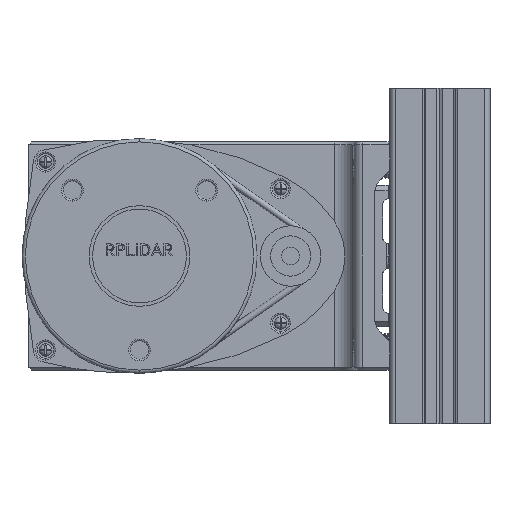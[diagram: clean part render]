
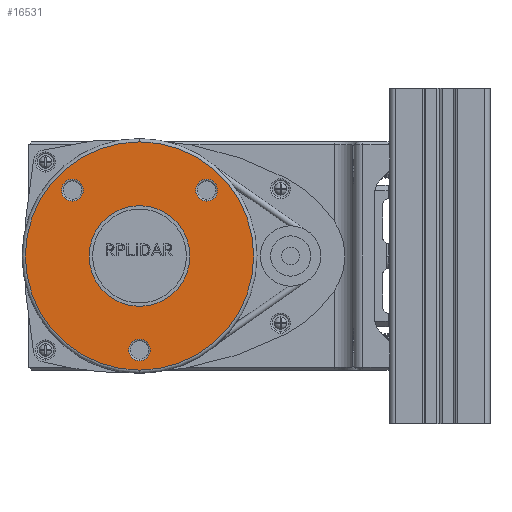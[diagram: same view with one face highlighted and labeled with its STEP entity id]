
A CAD part, front view. The second image highlights one B-rep face of the part: STEP entity #16531.
In plain terms, the highlighted face is planar.
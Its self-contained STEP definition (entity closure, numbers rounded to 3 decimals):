
#130 = DIRECTION ( 'NONE',  ( 0., 0., 1. ) ) ;
#1821 = CIRCLE ( 'NONE', #20134, 15. ) ;
#1885 = CARTESIAN_POINT ( 'NONE',  ( 0., 23.5, -15. ) ) ;
#2225 = AXIS2_PLACEMENT_3D ( 'NONE', #21234, #11699, #18040 ) ;
#2329 = DIRECTION ( 'NONE',  ( 0., -1., 0. ) ) ;
#2426 = DIRECTION ( 'NONE',  ( 0., 0., 1. ) ) ;
#2505 = CARTESIAN_POINT ( 'NONE',  ( 0., 23.5, 0. ) ) ;
#3168 = EDGE_CURVE ( 'NONE', #18006, #27497, #1821, .T. ) ;
#4270 = AXIS2_PLACEMENT_3D ( 'NONE', #35499, #31880, #21872 ) ;
#5548 = CARTESIAN_POINT ( 'NONE',  ( -20., 23.5, -19.596 ) ) ;
#5754 = CARTESIAN_POINT ( 'NONE',  ( 0., 23.5, 28. ) ) ;
#6340 = EDGE_CURVE ( 'NONE', #15714, #27756, #40699, .T. ) ;
#6887 = DIRECTION ( 'NONE',  ( 0., 0., 1. ) ) ;
#6902 = CARTESIAN_POINT ( 'NONE',  ( 0., 23.5, 34. ) ) ;
#7409 = ORIENTED_EDGE ( 'NONE', *, *, #8360, .T. ) ;
#7805 = CARTESIAN_POINT ( 'NONE',  ( 0., 23.5, 24.75 ) ) ;
#8360 = EDGE_CURVE ( 'NONE', #26093, #16233, #18113, .T. ) ;
#8809 = EDGE_LOOP ( 'NONE', ( #36253, #12025 ) ) ;
#9696 = ORIENTED_EDGE ( 'NONE', *, *, #35173, .T. ) ;
#10139 = AXIS2_PLACEMENT_3D ( 'NONE', #22460, #22669, #130 ) ;
#10179 = DIRECTION ( 'NONE',  ( 0., 1., 0. ) ) ;
#10702 = CIRCLE ( 'NONE', #34504, 3.25 ) ;
#11334 = EDGE_CURVE ( 'NONE', #27756, #15714, #22422, .T. ) ;
#11699 = DIRECTION ( 'NONE',  ( 0., -1., 0. ) ) ;
#11807 = DIRECTION ( 'NONE',  ( 0., 1., 0. ) ) ;
#12025 = ORIENTED_EDGE ( 'NONE', *, *, #3168, .F. ) ;
#12664 = VERTEX_POINT ( 'NONE', #27375 ) ;
#12918 = AXIS2_PLACEMENT_3D ( 'NONE', #14203, #20780, #33781 ) ;
#13168 = DIRECTION ( 'NONE',  ( 0., 0., 1. ) ) ;
#14203 = CARTESIAN_POINT ( 'NONE',  ( 20., 23.5, -19.596 ) ) ;
#14233 = EDGE_CURVE ( 'NONE', #16233, #26093, #10702, .T. ) ;
#15111 = CIRCLE ( 'NONE', #2225, 3.25 ) ;
#15714 = VERTEX_POINT ( 'NONE', #6902 ) ;
#15906 = DIRECTION ( 'NONE',  ( 0., -1., 0. ) ) ;
#16233 = VERTEX_POINT ( 'NONE', #29786 ) ;
#16531 = ADVANCED_FACE ( 'NONE', ( #41163, #18783, #27973, #41377, #41589 ), #31774, .T. ) ;
#16636 = CARTESIAN_POINT ( 'NONE',  ( 0., 23.5, 28. ) ) ;
#18006 = VERTEX_POINT ( 'NONE', #1885 ) ;
#18040 = DIRECTION ( 'NONE',  ( 0., 0., 1. ) ) ;
#18113 = CIRCLE ( 'NONE', #41938, 3.25 ) ;
#18338 = AXIS2_PLACEMENT_3D ( 'NONE', #2505, #32061, #18860 ) ;
#18783 = FACE_BOUND ( 'NONE', #36517, .T. ) ;
#18860 = DIRECTION ( 'NONE',  ( 0., 0., 1. ) ) ;
#18911 = CIRCLE ( 'NONE', #23708, 15. ) ;
#18993 = CARTESIAN_POINT ( 'NONE',  ( 0., 23.5, 0. ) ) ;
#19614 = DIRECTION ( 'NONE',  ( 0., -1., 0. ) ) ;
#20134 = AXIS2_PLACEMENT_3D ( 'NONE', #29538, #10179, #23358 ) ;
#20780 = DIRECTION ( 'NONE',  ( 0., -1., 0. ) ) ;
#21234 = CARTESIAN_POINT ( 'NONE',  ( 20., 23.5, -19.596 ) ) ;
#21306 = EDGE_LOOP ( 'NONE', ( #27442, #21749 ) ) ;
#21749 = ORIENTED_EDGE ( 'NONE', *, *, #22686, .T. ) ;
#21872 = DIRECTION ( 'NONE',  ( 0., 0., 1. ) ) ;
#22422 = CIRCLE ( 'NONE', #18338, 34. ) ;
#22460 = CARTESIAN_POINT ( 'NONE',  ( 0., 23.5, 0. ) ) ;
#22669 = DIRECTION ( 'NONE',  ( 0., 1., 0. ) ) ;
#22686 = EDGE_CURVE ( 'NONE', #24770, #34765, #39225, .T. ) ;
#23358 = DIRECTION ( 'NONE',  ( 0., 0., 1. ) ) ;
#23397 = ORIENTED_EDGE ( 'NONE', *, *, #14233, .T. ) ;
#23610 = AXIS2_PLACEMENT_3D ( 'NONE', #5548, #2329, #24456 ) ;
#23708 = AXIS2_PLACEMENT_3D ( 'NONE', #27572, #30777, #27370 ) ;
#24299 = EDGE_CURVE ( 'NONE', #27497, #18006, #18911, .T. ) ;
#24456 = DIRECTION ( 'NONE',  ( 0., 0., 1. ) ) ;
#24770 = VERTEX_POINT ( 'NONE', #30008 ) ;
#25157 = EDGE_LOOP ( 'NONE', ( #36522, #9696 ) ) ;
#26093 = VERTEX_POINT ( 'NONE', #7805 ) ;
#27031 = CARTESIAN_POINT ( 'NONE',  ( -20., 23.5, -16.346 ) ) ;
#27090 = EDGE_CURVE ( 'NONE', #39101, #12664, #15111, .T. ) ;
#27179 = EDGE_CURVE ( 'NONE', #34765, #24770, #38908, .T. ) ;
#27370 = DIRECTION ( 'NONE',  ( 0., 0., 1. ) ) ;
#27375 = CARTESIAN_POINT ( 'NONE',  ( 20., 23.5, -22.846 ) ) ;
#27442 = ORIENTED_EDGE ( 'NONE', *, *, #27179, .T. ) ;
#27497 = VERTEX_POINT ( 'NONE', #31423 ) ;
#27572 = CARTESIAN_POINT ( 'NONE',  ( 0., 23.5, 0. ) ) ;
#27756 = VERTEX_POINT ( 'NONE', #31110 ) ;
#27973 = FACE_BOUND ( 'NONE', #25157, .T. ) ;
#29538 = CARTESIAN_POINT ( 'NONE',  ( 0., 23.5, 0. ) ) ;
#29786 = CARTESIAN_POINT ( 'NONE',  ( 0., 23.5, 31.25 ) ) ;
#30008 = CARTESIAN_POINT ( 'NONE',  ( -20., 23.5, -22.846 ) ) ;
#30777 = DIRECTION ( 'NONE',  ( 0., 1., 0. ) ) ;
#31110 = CARTESIAN_POINT ( 'NONE',  ( 0., 23.5, -34. ) ) ;
#31423 = CARTESIAN_POINT ( 'NONE',  ( 0., 23.5, 15. ) ) ;
#31431 = AXIS2_PLACEMENT_3D ( 'NONE', #18993, #11807, #2426 ) ;
#31774 = PLANE ( 'NONE',  #31431 ) ;
#31880 = DIRECTION ( 'NONE',  ( 0., -1., 0. ) ) ;
#32061 = DIRECTION ( 'NONE',  ( 0., 1., 0. ) ) ;
#32223 = ORIENTED_EDGE ( 'NONE', *, *, #6340, .T. ) ;
#33022 = ORIENTED_EDGE ( 'NONE', *, *, #11334, .T. ) ;
#33781 = DIRECTION ( 'NONE',  ( 0., 0., 1. ) ) ;
#34504 = AXIS2_PLACEMENT_3D ( 'NONE', #16636, #19614, #6887 ) ;
#34686 = CIRCLE ( 'NONE', #12918, 3.25 ) ;
#34765 = VERTEX_POINT ( 'NONE', #27031 ) ;
#35173 = EDGE_CURVE ( 'NONE', #12664, #39101, #34686, .T. ) ;
#35499 = CARTESIAN_POINT ( 'NONE',  ( -20., 23.5, -19.596 ) ) ;
#35601 = EDGE_LOOP ( 'NONE', ( #32223, #33022 ) ) ;
#36253 = ORIENTED_EDGE ( 'NONE', *, *, #24299, .F. ) ;
#36517 = EDGE_LOOP ( 'NONE', ( #23397, #7409 ) ) ;
#36522 = ORIENTED_EDGE ( 'NONE', *, *, #27090, .T. ) ;
#36912 = CARTESIAN_POINT ( 'NONE',  ( 20., 23.5, -16.346 ) ) ;
#38908 = CIRCLE ( 'NONE', #4270, 3.25 ) ;
#39101 = VERTEX_POINT ( 'NONE', #36912 ) ;
#39225 = CIRCLE ( 'NONE', #23610, 3.25 ) ;
#40699 = CIRCLE ( 'NONE', #10139, 34. ) ;
#41163 = FACE_BOUND ( 'NONE', #8809, .T. ) ;
#41377 = FACE_BOUND ( 'NONE', #21306, .T. ) ;
#41589 = FACE_OUTER_BOUND ( 'NONE', #35601, .T. ) ;
#41938 = AXIS2_PLACEMENT_3D ( 'NONE', #5754, #15906, #13168 ) ;
